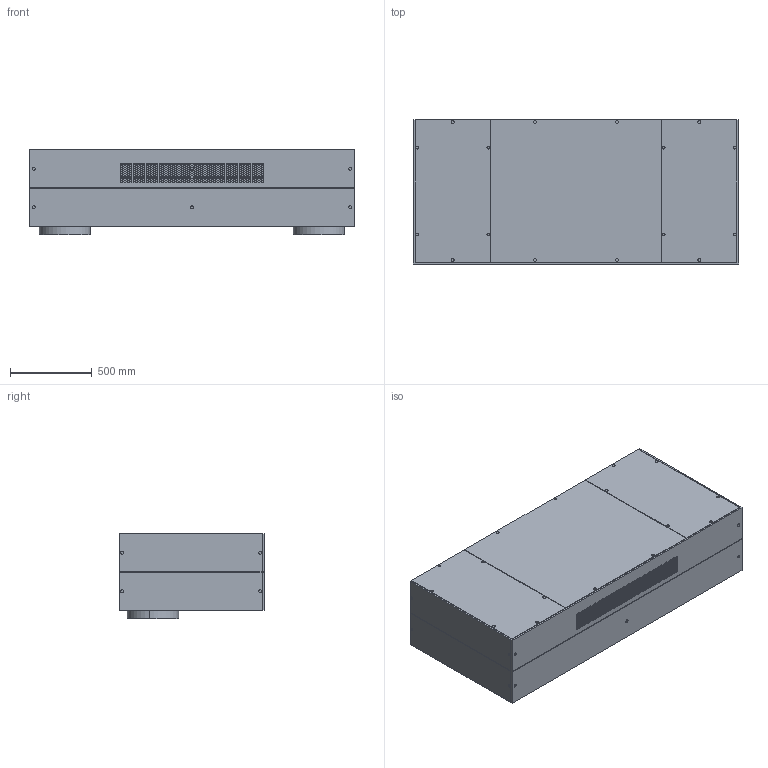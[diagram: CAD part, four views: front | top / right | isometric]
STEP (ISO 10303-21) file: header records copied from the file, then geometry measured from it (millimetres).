
FILE_DESCRIPTION(('Creo Elements/Direct Modeling STEP Export'),'2;1');
FILE_NAME('X900HD-SU.stp','2019-05-28T14:54:47',(''),(''),'PTC Creo Elements/Direct Modeling STEP processor for AP214 (Solid Model)','PTC Creo Elements/Direct Modeling 19.0C 15-Aug-2015 (C) Parametric Technology GmbH','');
FILE_SCHEMA(('AUTOMOTIVE_DESIGN { 1 0 10303 214 1 1 1 1 }'));
Products named in the file (2): X900HD-SU
Assembly tree (1 placements, depth 2):
  X900HD-SU
    X900HD-SU
Bounding box: 1984 x 880 x 523.5 mm (x, y, z)
Volume: 824671206.1 mm3; surface area: 6508588.1 mm2
Topology: 1 solids, 1 shells, 7072 faces, 18065 edges, 12042 vertices
Faces by surface type: plane 6983, cylinder 89
Entity records: 208719 total; most frequent: CARTESIAN_POINT 37026, ORIENTED_EDGE 36134, DIRECTION 32127, EDGE_CURVE 18065, VECTOR 17841, LINE 17841, VERTEX_POINT 12042, EDGE_LOOP 8121
